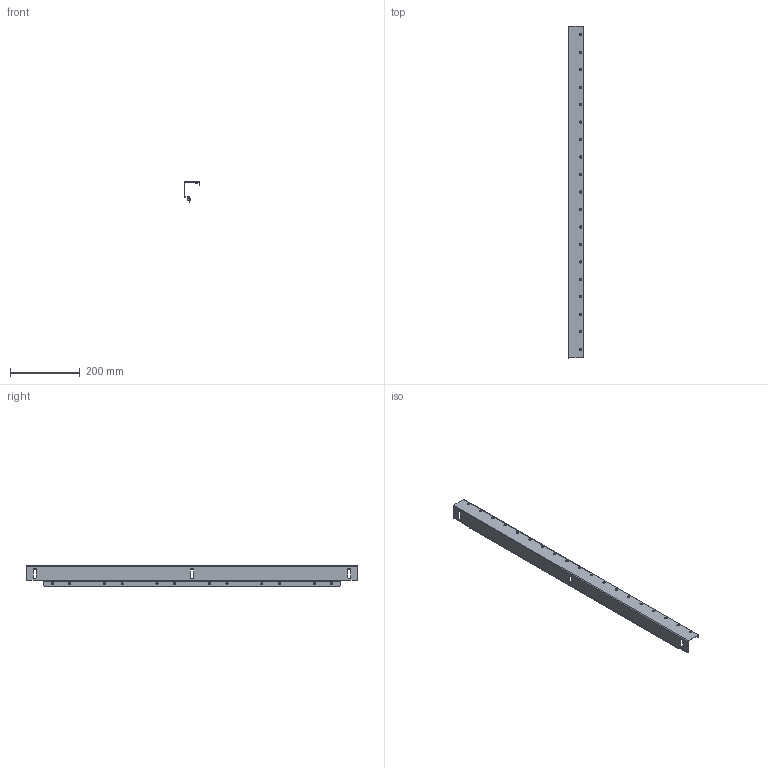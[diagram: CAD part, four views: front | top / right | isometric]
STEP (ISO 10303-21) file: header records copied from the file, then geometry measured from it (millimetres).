
FILE_DESCRIPTION (( 'STEP AP203' ), '1' );
FILE_NAME ('TI-00D-ST-100 TITAN Ñòîéêà âåðò. 1000 äëÿ ïàíåëåé ËÃ_ËÌÀ (2øò_êîìïë) IEK.STEP', '2024-02-05T09:20:17', ( '' ), ( '' ), 'SwSTEP 2.0', 'SolidWorks 2022', '' );
FILE_SCHEMA (( 'CONFIG_CONTROL_DESIGN' ));
Length unit declared in the file: millimetre
Products named in the file (3): КИВА 240.10.01-03_-10 (H1000); TI-00D-ST-100 TITAN Стойка верт. 1000 для панелей ЛГ_ЛМА (2шт_компл) IEK; Заклёпка резьбовая умен бортик_M4 (вытянутая на 1,4 мм)
Assembly tree (32 placements, depth 2):
  TI-00D-ST-100 TITAN Стойка верт. 1000 для панелей ЛГ_ЛМА (2шт_компл) IEK
    КИВА 240.10.01-03_-10 (H1000)
    Заклёпка резьбовая умен бортик_M4 (вытянутая на 1,4 мм)  x31
Bounding box: 45 x 950 x 60.6 mm (x, y, z)
Volume: 162280.3 mm3; surface area: 239236.2 mm2
Topology: 32 solids, 32 shells, 583 faces, 1256 edges, 768 vertices
Faces by surface type: cylinder 333, plane 126, cone 62, torus 62
Entity records: 5621 total; most frequent: DIRECTION 882, CARTESIAN_POINT 752, ORIENTED_EDGE 712, AXIS2_PLACEMENT_3D 358, EDGE_CURVE 356, VERTEX_POINT 228, EDGE_LOOP 204, CIRCLE 190
